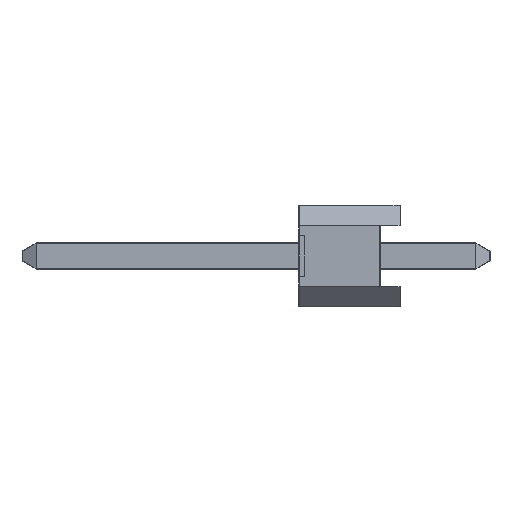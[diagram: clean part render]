
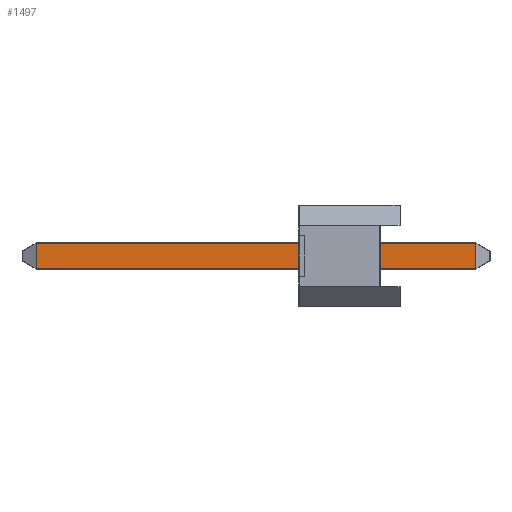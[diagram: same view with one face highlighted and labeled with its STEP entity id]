
A CAD part, left-side view. The second image highlights one B-rep face of the part: STEP entity #1497.
In plain terms, the highlighted planar face has unit normal (-1, 0, 0).
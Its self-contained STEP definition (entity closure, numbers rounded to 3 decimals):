
#34 = DIRECTION ( 'NONE',  ( 0., 0., -1. ) ) ;
#308 = PLANE ( 'NONE',  #3465 ) ;
#495 = EDGE_CURVE ( 'NONE', #3303, #918, #1039, .T. ) ;
#547 = EDGE_CURVE ( 'NONE', #1253, #3759, #2247, .T. ) ;
#828 = ORIENTED_EDGE ( 'NONE', *, *, #2084, .T. ) ;
#869 = CARTESIAN_POINT ( 'NONE',  ( -0.32, 11.5, -0.32 ) ) ;
#918 = VERTEX_POINT ( 'NONE', #3262 ) ;
#958 = ORIENTED_EDGE ( 'NONE', *, *, #547, .T. ) ;
#1039 = LINE ( 'NONE', #1631, #2838 ) ;
#1187 = FACE_OUTER_BOUND ( 'NONE', #2623, .T. ) ;
#1248 = EDGE_CURVE ( 'NONE', #3759, #3303, #2517, .T. ) ;
#1253 = VERTEX_POINT ( 'NONE', #3433 ) ;
#1355 = DIRECTION ( 'NONE',  ( 0., 0., -1. ) ) ;
#1497 = ADVANCED_FACE ( 'NONE', ( #1187 ), #308, .F. ) ;
#1502 = CARTESIAN_POINT ( 'NONE',  ( -0.32, 11.154, -0.31 ) ) ;
#1631 = CARTESIAN_POINT ( 'NONE',  ( -0.32, 0.346, -0.32 ) ) ;
#1891 = VECTOR ( 'NONE', #2763, 1000. ) ;
#2063 = DIRECTION ( 'NONE',  ( 1., 0., 0. ) ) ;
#2084 = EDGE_CURVE ( 'NONE', #918, #1253, #2949, .T. ) ;
#2247 = LINE ( 'NONE', #2289, #3769 ) ;
#2289 = CARTESIAN_POINT ( 'NONE',  ( -0.32, 11.154, -0.32 ) ) ;
#2424 = ORIENTED_EDGE ( 'NONE', *, *, #495, .T. ) ;
#2517 = LINE ( 'NONE', #2795, #2779 ) ;
#2560 = DIRECTION ( 'NONE',  ( 0., -1., 0. ) ) ;
#2623 = EDGE_LOOP ( 'NONE', ( #958, #3789, #2424, #828 ) ) ;
#2649 = CARTESIAN_POINT ( 'NONE',  ( -0.32, 11.5, 0.31 ) ) ;
#2763 = DIRECTION ( 'NONE',  ( 0., 1., 0. ) ) ;
#2779 = VECTOR ( 'NONE', #2560, 1000. ) ;
#2795 = CARTESIAN_POINT ( 'NONE',  ( -0.32, 11.5, -0.31 ) ) ;
#2810 = CARTESIAN_POINT ( 'NONE',  ( -0.32, 0.346, -0.31 ) ) ;
#2838 = VECTOR ( 'NONE', #3436, 1000. ) ;
#2949 = LINE ( 'NONE', #2649, #1891 ) ;
#3262 = CARTESIAN_POINT ( 'NONE',  ( -0.32, 0.346, 0.31 ) ) ;
#3303 = VERTEX_POINT ( 'NONE', #2810 ) ;
#3433 = CARTESIAN_POINT ( 'NONE',  ( -0.32, 11.154, 0.31 ) ) ;
#3436 = DIRECTION ( 'NONE',  ( 0., 0., 1. ) ) ;
#3465 = AXIS2_PLACEMENT_3D ( 'NONE', #869, #2063, #34 ) ;
#3759 = VERTEX_POINT ( 'NONE', #1502 ) ;
#3769 = VECTOR ( 'NONE', #1355, 1000. ) ;
#3789 = ORIENTED_EDGE ( 'NONE', *, *, #1248, .T. ) ;
